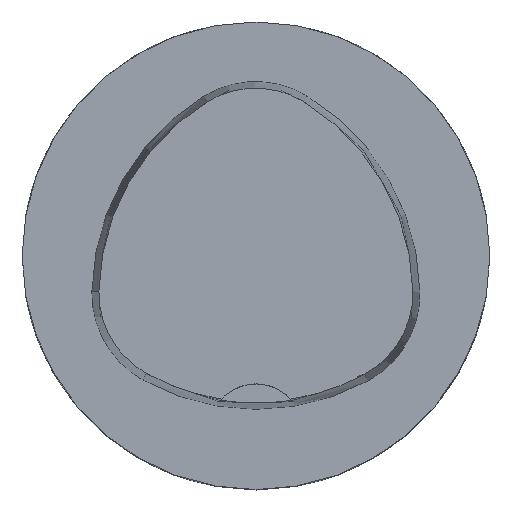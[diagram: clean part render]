
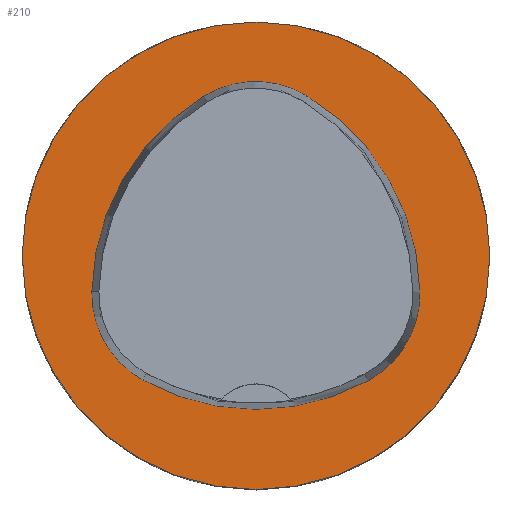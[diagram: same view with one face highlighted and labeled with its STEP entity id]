
A CAD part, top view. The second image highlights one B-rep face of the part: STEP entity #210.
In plain terms, the highlighted planar face has unit normal (0, 0, 1).
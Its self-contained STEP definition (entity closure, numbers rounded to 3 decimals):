
#210=ADVANCED_FACE('',(#397,#398),#251,.T.);
#251=PLANE('',#1166);
#397=FACE_BOUND('',#454,.T.);
#398=FACE_BOUND('',#455,.T.);
#454=EDGE_LOOP('',(#632,#633,#634,#635,#636,#637));
#455=EDGE_LOOP('',(#638));
#632=ORIENTED_EDGE('',*,*,#924,.T.);
#633=ORIENTED_EDGE('',*,*,#904,.T.);
#634=ORIENTED_EDGE('',*,*,#908,.T.);
#635=ORIENTED_EDGE('',*,*,#911,.T.);
#636=ORIENTED_EDGE('',*,*,#914,.T.);
#637=ORIENTED_EDGE('',*,*,#922,.T.);
#638=ORIENTED_EDGE('',*,*,#927,.F.);
#799=VERTEX_POINT('',#1821);
#800=VERTEX_POINT('',#1822);
#803=VERTEX_POINT('',#1830);
#805=VERTEX_POINT('',#1836);
#807=VERTEX_POINT('',#1842);
#814=VERTEX_POINT('',#1863);
#815=VERTEX_POINT('',#1873);
#904=EDGE_CURVE('',#799,#800,#992,.T.);
#908=EDGE_CURVE('',#800,#803,#994,.T.);
#911=EDGE_CURVE('',#803,#805,#996,.T.);
#914=EDGE_CURVE('',#805,#807,#998,.T.);
#922=EDGE_CURVE('',#807,#814,#1002,.T.);
#924=EDGE_CURVE('',#814,#799,#1004,.T.);
#927=EDGE_CURVE('',#815,#815,#1007,.T.);
#992=CIRCLE('',#1143,20.);
#994=CIRCLE('',#1146,8.5);
#996=CIRCLE('',#1149,20.);
#998=CIRCLE('',#1152,8.5);
#1002=CIRCLE('',#1157,20.);
#1004=CIRCLE('',#1160,8.5);
#1007=CIRCLE('',#1165,20.);
#1143=AXIS2_PLACEMENT_3D('',#1820,#1345,#1346);
#1146=AXIS2_PLACEMENT_3D('',#1829,#1353,#1354);
#1149=AXIS2_PLACEMENT_3D('',#1835,#1360,#1361);
#1152=AXIS2_PLACEMENT_3D('',#1841,#1367,#1368);
#1157=AXIS2_PLACEMENT_3D('',#1864,#1379,#1380);
#1160=AXIS2_PLACEMENT_3D('',#1867,#1385,#1386);
#1165=AXIS2_PLACEMENT_3D('',#1872,#1395,#1396);
#1166=AXIS2_PLACEMENT_3D('',#1874,#1397,#1398);
#1345=DIRECTION('',(0.,0.,-1.));
#1346=DIRECTION('',(-1.,0.,0.));
#1353=DIRECTION('',(0.,0.,-1.));
#1354=DIRECTION('',(-1.,0.,0.));
#1360=DIRECTION('',(0.,0.,-1.));
#1361=DIRECTION('',(-1.,0.,0.));
#1367=DIRECTION('',(0.,0.,-1.));
#1368=DIRECTION('',(-1.,0.,0.));
#1379=DIRECTION('',(0.,0.,-1.));
#1380=DIRECTION('',(-1.,0.,0.));
#1385=DIRECTION('',(0.,0.,-1.));
#1386=DIRECTION('',(-1.,0.,0.));
#1395=DIRECTION('',(0.,0.,-1.));
#1396=DIRECTION('',(-1.,0.,0.));
#1397=DIRECTION('',(0.,0.,1.));
#1398=DIRECTION('',(1.,0.,0.));
#1820=CARTESIAN_POINT('',(5.955,-3.414,0.));
#1821=CARTESIAN_POINT('',(-14.041,-3.042,0.));
#1822=CARTESIAN_POINT('',(-4.472,13.653,0.));
#1829=CARTESIAN_POINT('',(-0.04,6.4,0.));
#1830=CARTESIAN_POINT('',(4.347,13.68,0.));
#1835=CARTESIAN_POINT('',(-5.976,-3.45,0.));
#1836=CARTESIAN_POINT('',(14.021,-3.075,0.));
#1841=CARTESIAN_POINT('',(5.522,-3.235,0.));
#1842=CARTESIAN_POINT('',(9.588,-10.699,0.));
#1863=CARTESIAN_POINT('',(-9.655,-10.639,0.));
#1864=CARTESIAN_POINT('',(0.022,6.864,0.));
#1867=CARTESIAN_POINT('',(-5.543,-3.2,0.));
#1872=CARTESIAN_POINT('',(0.,0.,0.));
#1873=CARTESIAN_POINT('',(-20.,0.,0.));
#1874=CARTESIAN_POINT('',(0.,0.,0.));
